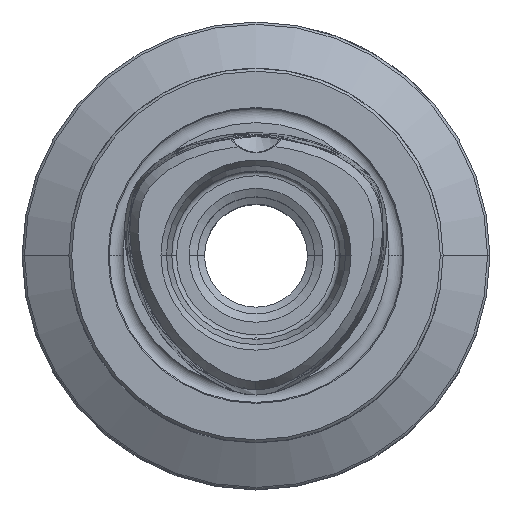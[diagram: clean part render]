
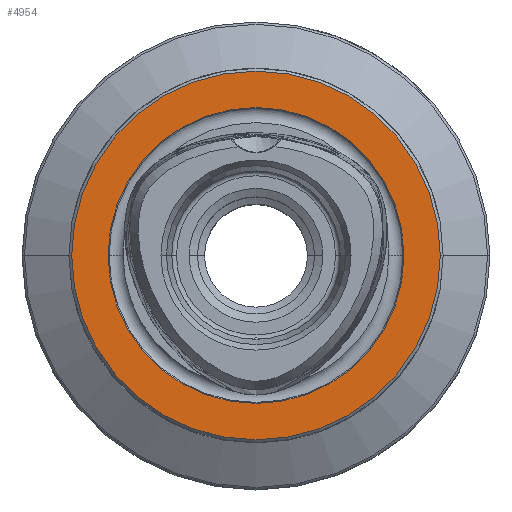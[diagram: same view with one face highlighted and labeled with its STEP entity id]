
A CAD part, top view. The second image highlights one B-rep face of the part: STEP entity #4954.
In plain terms, the highlighted planar face has unit normal (0, 0, 1).
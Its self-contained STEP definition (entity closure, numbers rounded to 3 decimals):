
#64 = CARTESIAN_POINT ( 'NONE',  ( -19.7, 0., 0. ) ) ;
#124 = EDGE_CURVE ( 'NONE', #6334, #3370, #6511, .T. ) ;
#128 = CIRCLE ( 'NONE', #229, 15.814 ) ;
#229 = AXIS2_PLACEMENT_3D ( 'NONE', #11756, #11702, #11682 ) ;
#1707 = DIRECTION ( 'NONE',  ( 0., 0., 1. ) ) ;
#1931 = ORIENTED_EDGE ( 'NONE', *, *, #124, .T. ) ;
#2207 = CARTESIAN_POINT ( 'NONE',  ( 0., 0., 0. ) ) ;
#2306 = AXIS2_PLACEMENT_3D ( 'NONE', #5433, #5638, #5641 ) ;
#2421 = VERTEX_POINT ( 'NONE', #11282 ) ;
#3158 = DIRECTION ( 'NONE',  ( -1., 0., 0. ) ) ;
#3370 = VERTEX_POINT ( 'NONE', #10854 ) ;
#3406 = EDGE_LOOP ( 'NONE', ( #3439, #10706 ) ) ;
#3439 = ORIENTED_EDGE ( 'NONE', *, *, #4458, .F. ) ;
#3509 = EDGE_LOOP ( 'NONE', ( #1931, #6494 ) ) ;
#4310 = CARTESIAN_POINT ( 'NONE',  ( -15.814, 0., 0. ) ) ;
#4458 = EDGE_CURVE ( 'NONE', #2421, #9917, #128, .T. ) ;
#4777 = CIRCLE ( 'NONE', #7935, 19.7 ) ;
#4954 = ADVANCED_FACE ( 'NONE', ( #8231, #9414 ), #7190, .F. ) ;
#5433 = CARTESIAN_POINT ( 'NONE',  ( 0., 0., 0. ) ) ;
#5535 = CIRCLE ( 'NONE', #6786, 15.814 ) ;
#5638 = DIRECTION ( 'NONE',  ( 0., 0., 1. ) ) ;
#5641 = DIRECTION ( 'NONE',  ( -1., 0., 0. ) ) ;
#6334 = VERTEX_POINT ( 'NONE', #64 ) ;
#6373 = AXIS2_PLACEMENT_3D ( 'NONE', #7060, #7010, #6999 ) ;
#6494 = ORIENTED_EDGE ( 'NONE', *, *, #7282, .T. ) ;
#6511 = CIRCLE ( 'NONE', #2306, 19.7 ) ;
#6786 = AXIS2_PLACEMENT_3D ( 'NONE', #2207, #8832, #3158 ) ;
#6999 = DIRECTION ( 'NONE',  ( -1., 0., 0. ) ) ;
#7010 = DIRECTION ( 'NONE',  ( 0., 0., -1. ) ) ;
#7060 = CARTESIAN_POINT ( 'NONE',  ( 0., 0., 0. ) ) ;
#7067 = EDGE_CURVE ( 'NONE', #9917, #2421, #5535, .T. ) ;
#7190 = PLANE ( 'NONE',  #6373 ) ;
#7282 = EDGE_CURVE ( 'NONE', #3370, #6334, #4777, .T. ) ;
#7318 = CARTESIAN_POINT ( 'NONE',  ( 0., 0., 0. ) ) ;
#7935 = AXIS2_PLACEMENT_3D ( 'NONE', #7318, #1707, #8321 ) ;
#8231 = FACE_OUTER_BOUND ( 'NONE', #3509, .T. ) ;
#8321 = DIRECTION ( 'NONE',  ( -1., 0., 0. ) ) ;
#8832 = DIRECTION ( 'NONE',  ( 0., 0., 1. ) ) ;
#9414 = FACE_BOUND ( 'NONE', #3406, .T. ) ;
#9917 = VERTEX_POINT ( 'NONE', #4310 ) ;
#10706 = ORIENTED_EDGE ( 'NONE', *, *, #7067, .F. ) ;
#10854 = CARTESIAN_POINT ( 'NONE',  ( 19.7, 0., 0. ) ) ;
#11282 = CARTESIAN_POINT ( 'NONE',  ( 15.814, 0., 0. ) ) ;
#11682 = DIRECTION ( 'NONE',  ( -1., 0., 0. ) ) ;
#11702 = DIRECTION ( 'NONE',  ( 0., 0., 1. ) ) ;
#11756 = CARTESIAN_POINT ( 'NONE',  ( 0., 0., 0. ) ) ;
